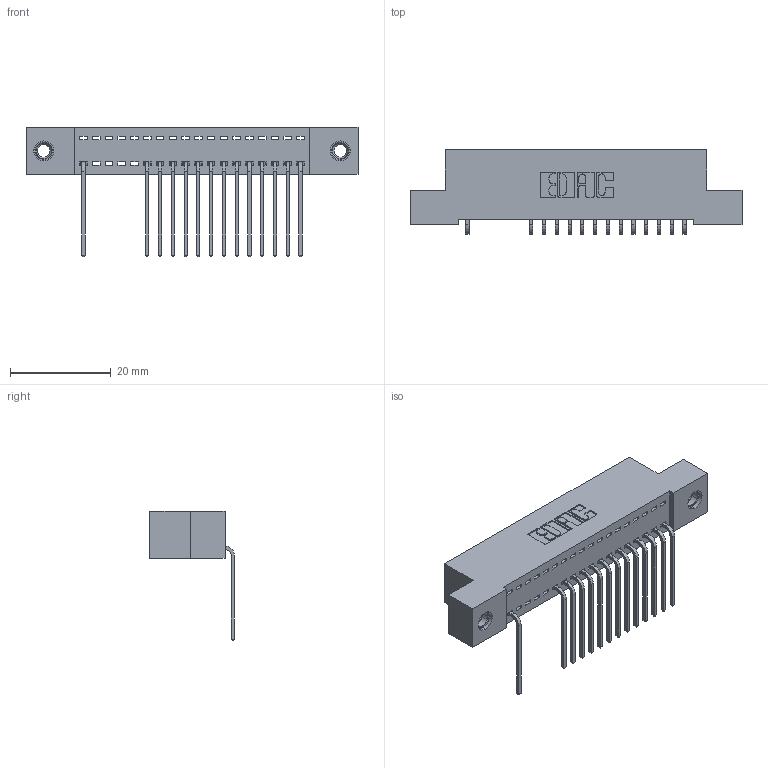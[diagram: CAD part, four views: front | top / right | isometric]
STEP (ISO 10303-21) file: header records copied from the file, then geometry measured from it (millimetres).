
FILE_DESCRIPTION (( 'STEP AP203' ), '1' );
FILE_NAME ('392-018-559-107.STEP', '2018-08-15T04:55:03', ( '' ), ( '' ), 'SwSTEP 2.0', 'SolidWorks 2016', '' );
FILE_SCHEMA (( 'CONFIG_CONTROL_DESIGN' ));
Length unit declared in the file: inch
Products named in the file (4): 345-292-001_558 559 Tail - 1; 345-250-001_345-250-005-103; 392-018-559-107; 342 Part_TI
Assembly tree (17 placements, depth 2):
  392-018-559-107
    342 Part_TI
    345-292-001_558 559 Tail - 1  x14
    345-250-001_345-250-005-103  x2
Bounding box: 66.04 x 16.83 x 25.78 mm (x, y, z)
Volume: 5690.2 mm3; surface area: 7967.8 mm2
Topology: 17 solids, 17 shells, 1058 faces, 3151 edges, 2074 vertices
Faces by surface type: plane 762, cylinder 280, cone 12, torus 4
Entity records: 15118 total; most frequent: CARTESIAN_POINT 2611, ORIENTED_EDGE 2562, DIRECTION 2279, EDGE_CURVE 1281, LINE 1133, VECTOR 1133, VERTEX_POINT 848, AXIS2_PLACEMENT_3D 573
